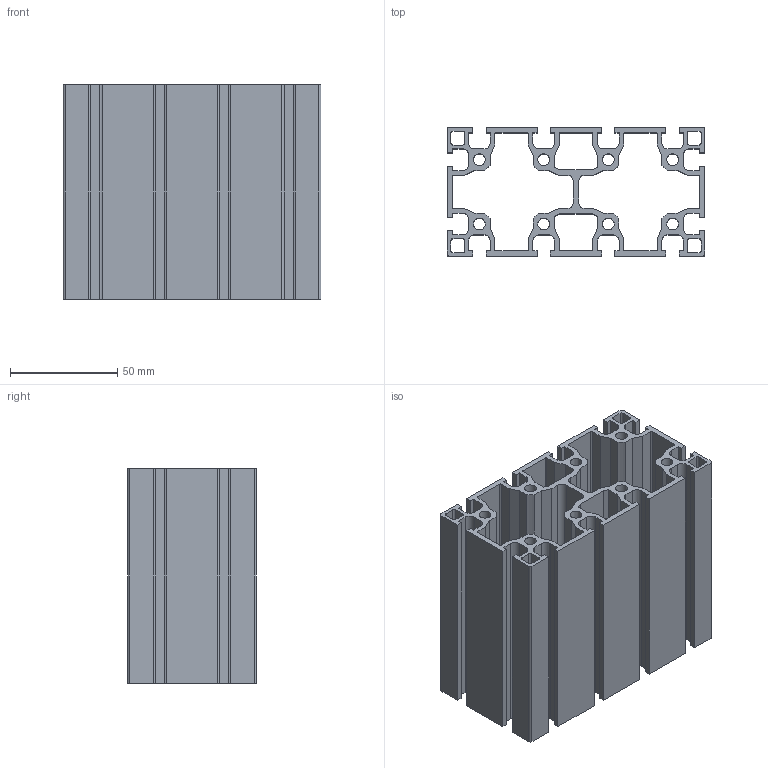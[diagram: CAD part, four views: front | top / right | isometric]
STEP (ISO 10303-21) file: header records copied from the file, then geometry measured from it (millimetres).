
FILE_DESCRIPTION(/* description */ ('Profil 60 x 120'),/* implementation_level */ '2;1');
FILE_NAME(/* name */ '106012.stp',/* time_stamp */ '2018-04-29T13:47:38+02:00',/* author */ ('Roudná'),/* organization */ ('Alutec K&K'),/* preprocessor_version */ 'ST-DEVELOPER v16.1',/* originating_system */ 'Autodesk Inventor 2016',/* authorisation */ '');
FILE_SCHEMA (('AUTOMOTIVE_DESIGN { 1 0 10303 214 3 1 1 }'));
Length unit declared in the file: millimetre
Products named in the file (1): 106012
Bounding box: 120 x 60 x 100 mm (x, y, z)
Volume: 180021.8 mm3; surface area: 147071 mm2
Topology: 1 solids, 1 shells, 274 faces, 816 edges, 544 vertices
Faces by surface type: plane 194, cylinder 80
Full cylindrical faces by diameter (mm): 5.5 x8
Entity records: 9208 total; most frequent: CARTESIAN_POINT 1627, ORIENTED_EDGE 1616, DIRECTION 1518, EDGE_CURVE 808, LINE 648, VECTOR 648, VERTEX_POINT 544, AXIS2_PLACEMENT_3D 435
